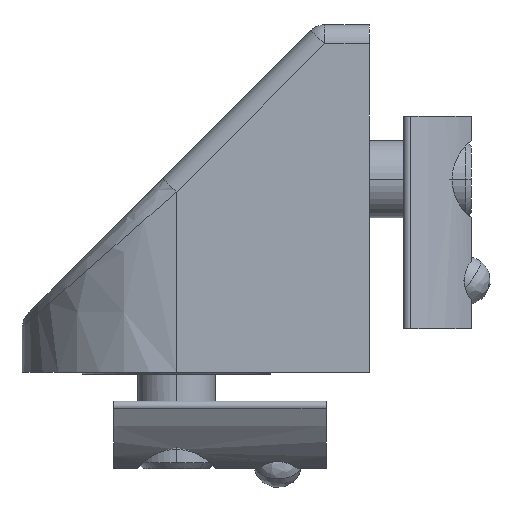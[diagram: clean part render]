
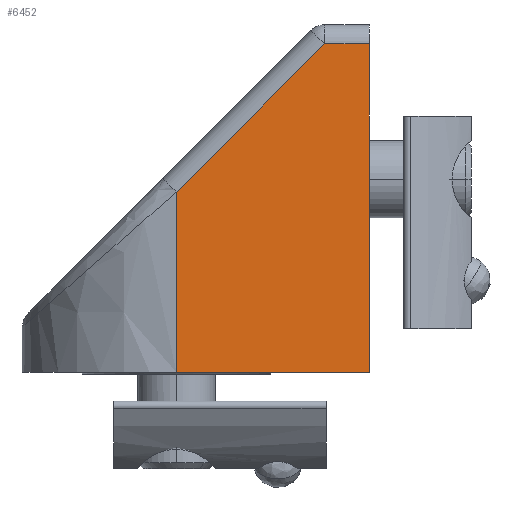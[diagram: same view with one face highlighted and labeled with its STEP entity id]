
A CAD part, front view. The second image highlights one B-rep face of the part: STEP entity #6452.
In plain terms, the highlighted planar face has unit normal (0, -1, 0.009).
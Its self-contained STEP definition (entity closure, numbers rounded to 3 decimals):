
#149 = VECTOR ( 'NONE', #7650, 1000. ) ;
#243 = CARTESIAN_POINT ( 'NONE',  ( 0., -16., 0. ) ) ;
#735 = VERTEX_POINT ( 'NONE', #3171 ) ;
#977 = CARTESIAN_POINT ( 'NONE',  ( 20., -16., 0. ) ) ;
#988 = CARTESIAN_POINT ( 'NONE',  ( 20., -16., 0. ) ) ;
#1205 = CARTESIAN_POINT ( 'NONE',  ( 20., -16., 0. ) ) ;
#1218 = EDGE_CURVE ( 'NONE', #5162, #2137, #1291, .T. ) ;
#1291 = LINE ( 'NONE', #5594, #6636 ) ;
#1333 = EDGE_CURVE ( 'NONE', #5577, #2091, #1396, .T. ) ;
#1396 = LINE ( 'NONE', #5076, #2969 ) ;
#1625 = CARTESIAN_POINT ( 'NONE',  ( 15.352, -15.703, 34.017 ) ) ;
#1892 = DIRECTION ( 'NONE',  ( 0., -0.009, -1. ) ) ;
#1942 = LINE ( 'NONE', #977, #149 ) ;
#2091 = VERTEX_POINT ( 'NONE', #3034 ) ;
#2137 = VERTEX_POINT ( 'NONE', #4377 ) ;
#2244 = FACE_OUTER_BOUND ( 'NONE', #6312, .T. ) ;
#2463 = VECTOR ( 'NONE', #4928, 1000. ) ;
#2578 = ORIENTED_EDGE ( 'NONE', *, *, #1333, .T. ) ;
#2969 = VECTOR ( 'NONE', #6983, 1000. ) ;
#3034 = CARTESIAN_POINT ( 'NONE',  ( 0., -15.837, 18.665 ) ) ;
#3171 = CARTESIAN_POINT ( 'NONE',  ( 0., -16., 0. ) ) ;
#3891 = ORIENTED_EDGE ( 'NONE', *, *, #8363, .F. ) ;
#4180 = VECTOR ( 'NONE', #5218, 1000. ) ;
#4377 = CARTESIAN_POINT ( 'NONE',  ( 20., -15.703, 34.017 ) ) ;
#4771 = AXIS2_PLACEMENT_3D ( 'NONE', #1205, #5911, #1892 ) ;
#4928 = DIRECTION ( 'NONE',  ( 0., -0.009, -1. ) ) ;
#5076 = CARTESIAN_POINT ( 'NONE',  ( 15.352, -15.703, 34.017 ) ) ;
#5162 = VERTEX_POINT ( 'NONE', #988 ) ;
#5218 = DIRECTION ( 'NONE',  ( 1., 0., 0. ) ) ;
#5567 = ORIENTED_EDGE ( 'NONE', *, *, #1218, .T. ) ;
#5577 = VERTEX_POINT ( 'NONE', #1625 ) ;
#5594 = CARTESIAN_POINT ( 'NONE',  ( 20., -16., 0. ) ) ;
#5850 = PLANE ( 'NONE',  #4771 ) ;
#5911 = DIRECTION ( 'NONE',  ( 0., -1., 0.009 ) ) ;
#5973 = EDGE_CURVE ( 'NONE', #735, #5162, #1942, .T. ) ;
#6098 = ORIENTED_EDGE ( 'NONE', *, *, #5973, .T. ) ;
#6249 = EDGE_CURVE ( 'NONE', #2091, #735, #7567, .T. ) ;
#6256 = DIRECTION ( 'NONE',  ( 0., 0.009, 1. ) ) ;
#6312 = EDGE_LOOP ( 'NONE', ( #2578, #7920, #6098, #5567, #3891 ) ) ;
#6452 = ADVANCED_FACE ( 'NONE', ( #2244 ), #5850, .T. ) ;
#6636 = VECTOR ( 'NONE', #6256, 1000. ) ;
#6983 = DIRECTION ( 'NONE',  ( -0.707, -0.006, -0.707 ) ) ;
#7567 = LINE ( 'NONE', #243, #2463 ) ;
#7650 = DIRECTION ( 'NONE',  ( 1., 0., 0. ) ) ;
#7864 = CARTESIAN_POINT ( 'NONE',  ( 0., -15.703, 34.017 ) ) ;
#7920 = ORIENTED_EDGE ( 'NONE', *, *, #6249, .T. ) ;
#8363 = EDGE_CURVE ( 'NONE', #5577, #2137, #8524, .T. ) ;
#8524 = LINE ( 'NONE', #7864, #4180 ) ;
